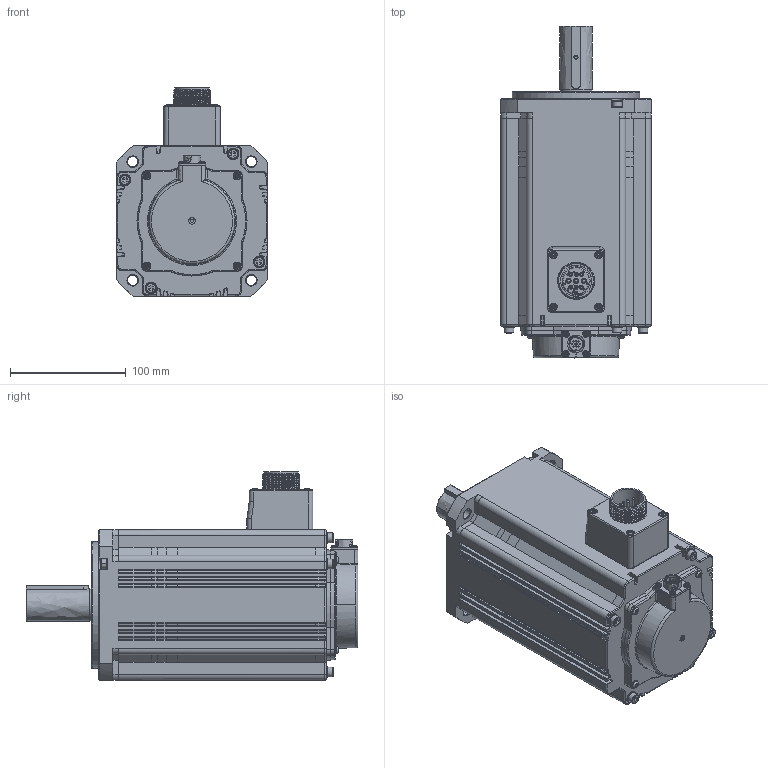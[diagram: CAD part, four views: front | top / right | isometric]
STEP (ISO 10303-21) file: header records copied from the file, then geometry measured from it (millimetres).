
FILE_DESCRIPTION( ('This file contains a STEP AP42 implementation' ,'as created by ZW3D STEP Interface translator.') ,'2;1' );
FILE_NAME( 'X6MA400R-N2LA.stp' ,'22 331.11 123', (''), ('ZWCAD Software Co.'), 'Version 1.0', 'ZW3D to STEP translator', '' );
FILE_SCHEMA(('AUTOMOTIVE_DESIGN'));
Length unit declared in the file: millimetre
Products named in the file (2): 0; 錨璃003
Bounding box: 130 x 287 x 180.1 mm (x, y, z)
Volume: 3253371.2 mm3; surface area: 187990 mm2
Topology: 1 solids, 1 shells, 2336 faces, 6166 edges, 3915 vertices
Faces by surface type: bspline 2336
Entity records: 104072 total; most frequent: CARTESIAN_POINT 67336, ORIENTED_EDGE 12232, EDGE_CURVE 6116, VERTEX_POINT 3916, B_SPLINE_CURVE_WITH_KNOTS 3863, EDGE_LOOP 2478, FACE_OUTER_BOUND 2336, ADVANCED_FACE 2336
